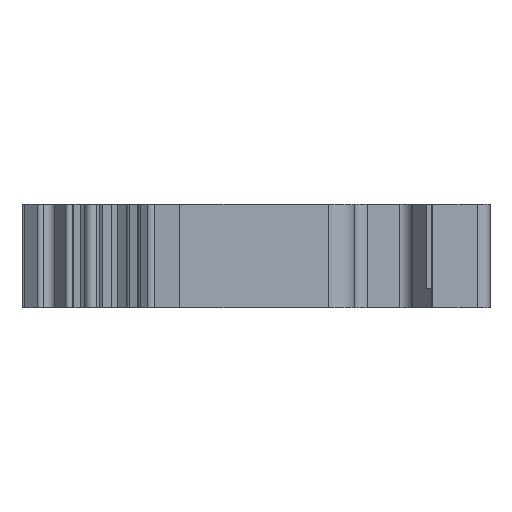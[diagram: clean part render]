
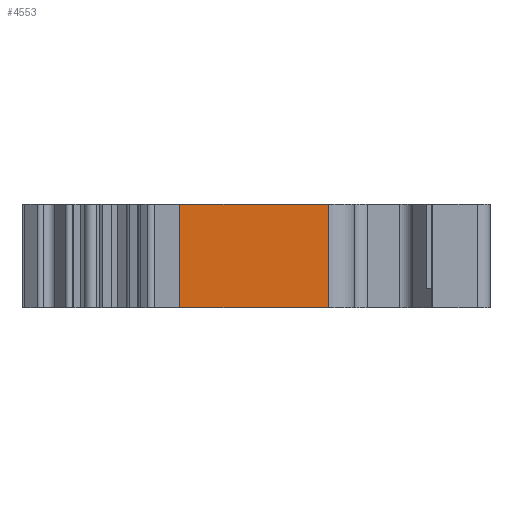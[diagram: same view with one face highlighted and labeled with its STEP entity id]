
A CAD part, left-side view. The second image highlights one B-rep face of the part: STEP entity #4553.
In plain terms, the highlighted planar face has unit normal (-1, 0, 0).
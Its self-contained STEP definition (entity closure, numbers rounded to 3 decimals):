
#473=DIRECTION('',(0.,-1.,0.));
#474=VECTOR('',#473,11.491);
#475=CARTESIAN_POINT('',(-28.,5.991,-4.));
#476=LINE('',#475,#474);
#865=DIRECTION('',(0.,-1.,0.));
#866=VECTOR('',#865,11.491);
#867=CARTESIAN_POINT('',(-28.,5.991,4.));
#868=LINE('',#867,#866);
#1654=DIRECTION('',(0.,0.,1.));
#1655=VECTOR('',#1654,8.);
#1656=CARTESIAN_POINT('',(-28.,5.991,-4.));
#1657=LINE('',#1656,#1655);
#1658=DIRECTION('',(0.,0.,1.));
#1659=VECTOR('',#1658,8.);
#1660=CARTESIAN_POINT('',(-28.,-5.5,-4.));
#1661=LINE('',#1660,#1659);
#1873=CARTESIAN_POINT('',(-28.,5.991,4.));
#1875=VERTEX_POINT('',#1873);
#1876=CARTESIAN_POINT('',(-28.,-5.5,4.));
#1877=VERTEX_POINT('',#1876);
#2100=CARTESIAN_POINT('',(-28.,5.991,-4.));
#2102=VERTEX_POINT('',#2100);
#2103=CARTESIAN_POINT('',(-28.,-5.5,-4.));
#2104=VERTEX_POINT('',#2103);
#4541=CARTESIAN_POINT('',(-28.,5.991,-10.));
#4542=DIRECTION('',(-1.,0.,0.));
#4543=DIRECTION('',(0.,-1.,0.));
#4544=AXIS2_PLACEMENT_3D('',#4541,#4542,#4543);
#4545=PLANE('',#4544);
#4546=ORIENTED_EDGE('',*,*,#2836,.T.);
#4548=ORIENTED_EDGE('',*,*,#4547,.F.);
#4549=ORIENTED_EDGE('',*,*,#2599,.F.);
#4550=ORIENTED_EDGE('',*,*,#4534,.T.);
#4551=EDGE_LOOP('',(#4546,#4548,#4549,#4550));
#4552=FACE_OUTER_BOUND('',#4551,.F.);
#2599=EDGE_CURVE('',#2102,#2104,#476,.T.);
#2836=EDGE_CURVE('',#1875,#1877,#868,.T.);
#4534=EDGE_CURVE('',#2102,#1875,#1657,.T.);
#4547=EDGE_CURVE('',#2104,#1877,#1661,.T.);
#4553=ADVANCED_FACE('',(#4552),#4545,.T.);
